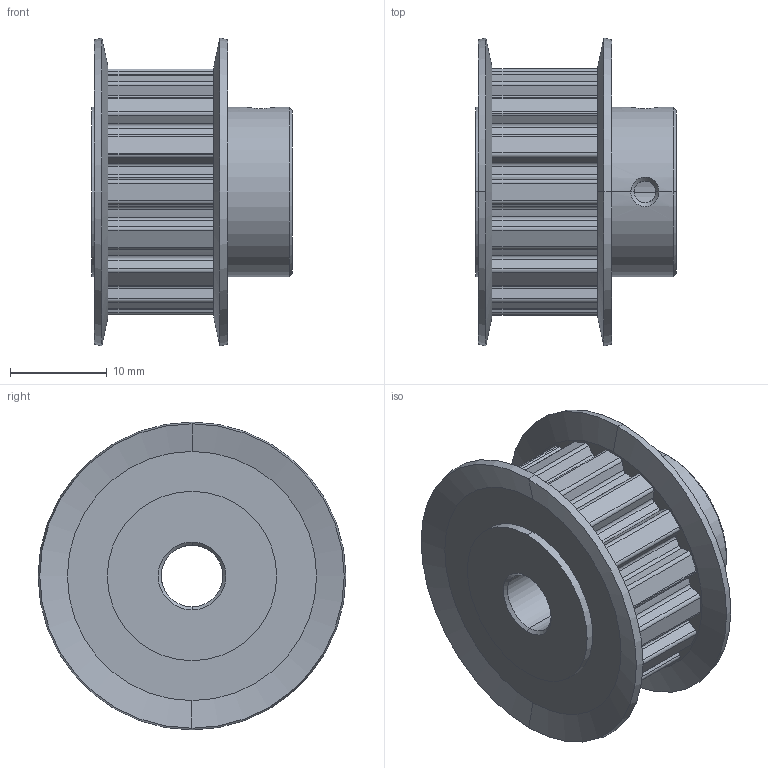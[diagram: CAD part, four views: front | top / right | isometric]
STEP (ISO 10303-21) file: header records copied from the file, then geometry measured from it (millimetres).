
FILE_DESCRIPTION (( 'STEP AP214' ), '1' );
FILE_NAME ('APB16XL037BF-250.step', '2015-04-08T21:01:36', ( '' ), ( '' ), 'SwSTEP 2.0', 'SolidWorks 2014', '' );
FILE_SCHEMA (( 'AUTOMOTIVE_DESIGN' ));
Length unit declared in the file: inch
Products named in the file (1): APB16XL037BF-250
Bounding box: 20.65 x 31.75 x 31.75 mm (x, y, z)
Volume: 7596.9 mm3; surface area: 4360.8 mm2
Topology: 1 solids, 1 shells, 178 faces, 503 edges, 329 vertices
Faces by surface type: cylinder 102, plane 54, cone 18, bspline 4
Entity records: 8020 total; most frequent: CARTESIAN_POINT 3196, DIRECTION 1052, ORIENTED_EDGE 1006, EDGE_CURVE 503, AXIS2_PLACEMENT_3D 393, VERTEX_POINT 329, LINE 266, VECTOR 266
